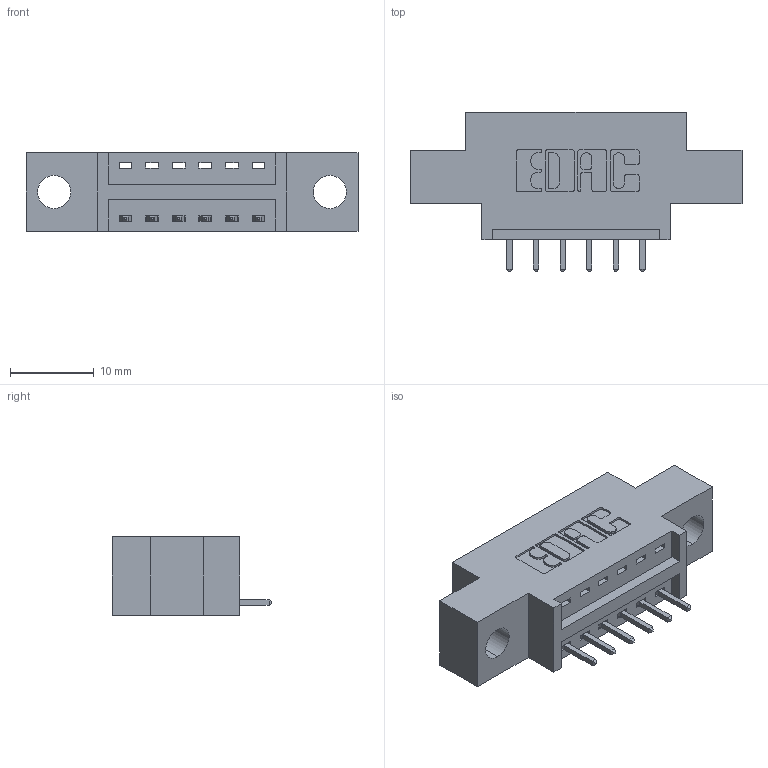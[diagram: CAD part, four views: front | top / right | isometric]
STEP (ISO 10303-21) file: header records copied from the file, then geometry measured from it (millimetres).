
FILE_DESCRIPTION (( 'STEP AP203' ), '1' );
FILE_NAME ('396-006-521-604.STEP', '2018-08-30T22:44:53', ( '' ), ( '' ), 'SwSTEP 2.0', 'SolidWorks 2016', '' );
FILE_SCHEMA (( 'CONFIG_CONTROL_DESIGN' ));
Length unit declared in the file: inch
Products named in the file (3): 346 Part_0.170 Offset - 0.156 Dia-TH; 345-292-001_345-293-121; 396-006-521-604
Assembly tree (7 placements, depth 2):
  396-006-521-604
    346 Part_0.170 Offset - 0.156 Dia-TH
    345-292-001_345-293-121  x6
Bounding box: 39.62 x 19.05 x 9.4 mm (x, y, z)
Volume: 3285.3 mm3; surface area: 3615.2 mm2
Topology: 7 solids, 7 shells, 474 faces, 1397 edges, 922 vertices
Faces by surface type: plane 320, cylinder 154
Entity records: 8723 total; most frequent: CARTESIAN_POINT 1514, ORIENTED_EDGE 1454, DIRECTION 1379, EDGE_CURVE 727, VECTOR 571, LINE 571, VERTEX_POINT 482, AXIS2_PLACEMENT_3D 404
